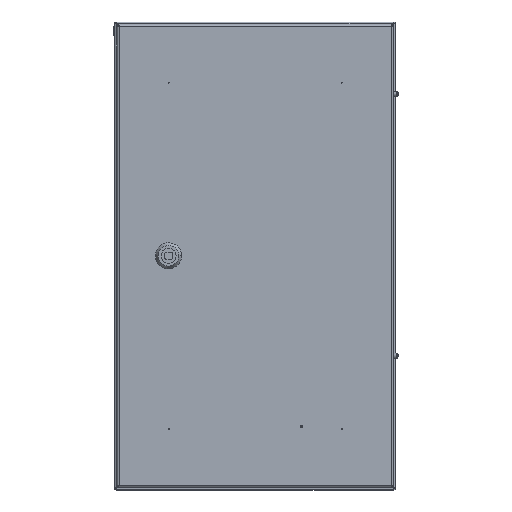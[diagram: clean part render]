
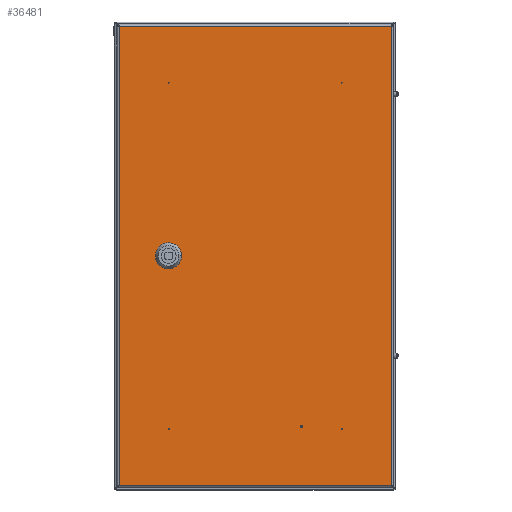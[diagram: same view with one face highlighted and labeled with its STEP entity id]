
A CAD part, top view. The second image highlights one B-rep face of the part: STEP entity #36481.
In plain terms, the highlighted planar face has unit normal (0, 0, 1).
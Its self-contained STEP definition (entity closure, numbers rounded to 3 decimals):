
#170 = DIRECTION ( 'NONE',  ( 0., 0., 1. ) ) ;
#1324 = EDGE_LOOP ( 'NONE', ( #47019, #20629, #24215, #19991, #52269, #48530, #31057, #46421 ) ) ;
#2256 = LINE ( 'NONE', #42914, #2939 ) ;
#2580 = CIRCLE ( 'NONE', #17147, 11.1 ) ;
#2939 = VECTOR ( 'NONE', #30782, 1000. ) ;
#3114 = EDGE_CURVE ( 'NONE', #48415, #52401, #28631, .T. ) ;
#3300 = EDGE_LOOP ( 'NONE', ( #7322, #34956, #36915, #34374 ) ) ;
#3435 = CARTESIAN_POINT ( 'NONE',  ( -82.147, 45.396, 199.999 ) ) ;
#3709 = CARTESIAN_POINT ( 'NONE',  ( -147.247, 297.5, 199.999 ) ) ;
#4191 = CARTESIAN_POINT ( 'NONE',  ( -92.247, 50., 199.999 ) ) ;
#4478 = CARTESIAN_POINT ( 'NONE',  ( 50.753, -132.5, 199.999 ) ) ;
#6132 = DIRECTION ( 'NONE',  ( 1., 0., 0. ) ) ;
#6252 = CIRCLE ( 'NONE', #34629, 1. ) ;
#6940 = FACE_BOUND ( 'NONE', #1324, .T. ) ;
#7322 = ORIENTED_EDGE ( 'NONE', *, *, #39877, .T. ) ;
#7466 = FACE_OUTER_BOUND ( 'NONE', #3300, .T. ) ;
#8216 = LINE ( 'NONE', #41093, #12104 ) ;
#8621 = CIRCLE ( 'NONE', #10309, 11.1 ) ;
#9688 = EDGE_CURVE ( 'NONE', #41716, #48415, #2580, .T. ) ;
#10309 = AXIS2_PLACEMENT_3D ( 'NONE', #4191, #170, #32183 ) ;
#10508 = DIRECTION ( 'NONE',  ( 0., 0., 1. ) ) ;
#10871 = CARTESIAN_POINT ( 'NONE',  ( 48.753, -132.5, 199.999 ) ) ;
#10952 = EDGE_CURVE ( 'NONE', #19449, #14668, #14710, .T. ) ;
#11803 = DIRECTION ( 'NONE',  ( 1., 0., 0. ) ) ;
#12104 = VECTOR ( 'NONE', #49143, 1000. ) ;
#12600 = CARTESIAN_POINT ( 'NONE',  ( -102.347, 54.604, 199.999 ) ) ;
#13650 = LINE ( 'NONE', #12600, #39346 ) ;
#14086 = DIRECTION ( 'NONE',  ( 1., 0., 0. ) ) ;
#14321 = EDGE_CURVE ( 'NONE', #21580, #25860, #2256, .T. ) ;
#14339 = VECTOR ( 'NONE', #31142, 1000. ) ;
#14401 = CARTESIAN_POINT ( 'NONE',  ( -87.643, 60.1, 199.999 ) ) ;
#14632 = EDGE_CURVE ( 'NONE', #25650, #42124, #6252, .T. ) ;
#14668 = VERTEX_POINT ( 'NONE', #46597 ) ;
#14710 = CIRCLE ( 'NONE', #24190, 11.1 ) ;
#16008 = LINE ( 'NONE', #32434, #32947 ) ;
#16489 = DIRECTION ( 'NONE',  ( 0., 1., 0. ) ) ;
#16565 = EDGE_CURVE ( 'NONE', #42124, #25650, #35535, .T. ) ;
#17147 = AXIS2_PLACEMENT_3D ( 'NONE', #31169, #22303, #6132 ) ;
#17425 = EDGE_CURVE ( 'NONE', #14668, #41716, #16008, .T. ) ;
#18967 = LINE ( 'NONE', #51818, #19798 ) ;
#19449 = VERTEX_POINT ( 'NONE', #43673 ) ;
#19798 = VECTOR ( 'NONE', #46956, 1000. ) ;
#19991 = ORIENTED_EDGE ( 'NONE', *, *, #52304, .F. ) ;
#20629 = ORIENTED_EDGE ( 'NONE', *, *, #17425, .F. ) ;
#21580 = VERTEX_POINT ( 'NONE', #43466 ) ;
#21872 = CARTESIAN_POINT ( 'NONE',  ( -87.643, 39.9, 199.999 ) ) ;
#22159 = CARTESIAN_POINT ( 'NONE',  ( -96.852, 60.1, 199.999 ) ) ;
#22303 = DIRECTION ( 'NONE',  ( 0., 0., 1. ) ) ;
#23509 = VERTEX_POINT ( 'NONE', #52233 ) ;
#23537 = EDGE_CURVE ( 'NONE', #39502, #23509, #52498, .T. ) ;
#23913 = PLANE ( 'NONE',  #52009 ) ;
#24181 = VERTEX_POINT ( 'NONE', #45377 ) ;
#24190 = AXIS2_PLACEMENT_3D ( 'NONE', #43048, #31712, #47340 ) ;
#24215 = ORIENTED_EDGE ( 'NONE', *, *, #10952, .F. ) ;
#24280 = EDGE_CURVE ( 'NONE', #34453, #24181, #8621, .T. ) ;
#24444 = EDGE_CURVE ( 'NONE', #52401, #33618, #35291, .T. ) ;
#24489 = EDGE_CURVE ( 'NONE', #33618, #34453, #18967, .T. ) ;
#25100 = EDGE_LOOP ( 'NONE', ( #36810, #38491 ) ) ;
#25308 = EDGE_CURVE ( 'NONE', #23509, #21580, #8216, .T. ) ;
#25650 = VERTEX_POINT ( 'NONE', #10871 ) ;
#25860 = VERTEX_POINT ( 'NONE', #46115 ) ;
#27813 = DIRECTION ( 'NONE',  ( 0., 0., 1. ) ) ;
#28631 = LINE ( 'NONE', #36986, #50860 ) ;
#29052 = DIRECTION ( 'NONE',  ( 0., -1., 0. ) ) ;
#30094 = CARTESIAN_POINT ( 'NONE',  ( -82.147, 54.604, 199.999 ) ) ;
#30782 = DIRECTION ( 'NONE',  ( -1., 0., 0. ) ) ;
#30805 = DIRECTION ( 'NONE',  ( 0., 0., 1. ) ) ;
#31057 = ORIENTED_EDGE ( 'NONE', *, *, #24444, .F. ) ;
#31142 = DIRECTION ( 'NONE',  ( 0., -1., 0. ) ) ;
#31169 = CARTESIAN_POINT ( 'NONE',  ( -92.247, 50., 199.999 ) ) ;
#31206 = CARTESIAN_POINT ( 'NONE',  ( -145.147, -195.4, 199.999 ) ) ;
#31712 = DIRECTION ( 'NONE',  ( 0., 0., 1. ) ) ;
#31747 = CARTESIAN_POINT ( 'NONE',  ( 146.182, -195.4, 199.999 ) ) ;
#32183 = DIRECTION ( 'NONE',  ( 1., 0., 0. ) ) ;
#32434 = CARTESIAN_POINT ( 'NONE',  ( -96.852, 39.9, 199.999 ) ) ;
#32947 = VECTOR ( 'NONE', #48870, 1000. ) ;
#33618 = VERTEX_POINT ( 'NONE', #14401 ) ;
#34374 = ORIENTED_EDGE ( 'NONE', *, *, #14321, .T. ) ;
#34453 = VERTEX_POINT ( 'NONE', #22159 ) ;
#34495 = DIRECTION ( 'NONE',  ( 1., 0., 0. ) ) ;
#34629 = AXIS2_PLACEMENT_3D ( 'NONE', #50649, #10508, #34495 ) ;
#34956 = ORIENTED_EDGE ( 'NONE', *, *, #23537, .T. ) ;
#35291 = CIRCLE ( 'NONE', #47296, 11.1 ) ;
#35372 = CARTESIAN_POINT ( 'NONE',  ( 49.753, -132.5, 199.999 ) ) ;
#35535 = CIRCLE ( 'NONE', #37212, 1. ) ;
#36300 = FACE_BOUND ( 'NONE', #25100, .T. ) ;
#36481 = ADVANCED_FACE ( 'NONE', ( #36300, #6940, #7466 ), #23913, .T. ) ;
#36810 = ORIENTED_EDGE ( 'NONE', *, *, #16565, .F. ) ;
#36915 = ORIENTED_EDGE ( 'NONE', *, *, #25308, .T. ) ;
#36986 = CARTESIAN_POINT ( 'NONE',  ( -82.147, 54.604, 199.999 ) ) ;
#37212 = AXIS2_PLACEMENT_3D ( 'NONE', #35372, #27813, #52852 ) ;
#38491 = ORIENTED_EDGE ( 'NONE', *, *, #14632, .F. ) ;
#39346 = VECTOR ( 'NONE', #29052, 1000. ) ;
#39502 = VERTEX_POINT ( 'NONE', #31206 ) ;
#39512 = CARTESIAN_POINT ( 'NONE',  ( -145.147, -195.929, 199.999 ) ) ;
#39877 = EDGE_CURVE ( 'NONE', #25860, #39502, #47302, .T. ) ;
#41093 = CARTESIAN_POINT ( 'NONE',  ( 145.653, 295.929, 199.999 ) ) ;
#41716 = VERTEX_POINT ( 'NONE', #21872 ) ;
#42124 = VERTEX_POINT ( 'NONE', #4478 ) ;
#42193 = VECTOR ( 'NONE', #11803, 1000. ) ;
#42914 = CARTESIAN_POINT ( 'NONE',  ( -145.677, 295.4, 199.999 ) ) ;
#43048 = CARTESIAN_POINT ( 'NONE',  ( -92.247, 50., 199.999 ) ) ;
#43199 = CARTESIAN_POINT ( 'NONE',  ( -92.247, 50., 199.999 ) ) ;
#43466 = CARTESIAN_POINT ( 'NONE',  ( 145.653, 295.4, 199.999 ) ) ;
#43673 = CARTESIAN_POINT ( 'NONE',  ( -102.347, 45.396, 199.999 ) ) ;
#44113 = DIRECTION ( 'NONE',  ( 1., 0., 0. ) ) ;
#45377 = CARTESIAN_POINT ( 'NONE',  ( -102.347, 54.604, 199.999 ) ) ;
#46115 = CARTESIAN_POINT ( 'NONE',  ( -145.147, 295.4, 199.999 ) ) ;
#46421 = ORIENTED_EDGE ( 'NONE', *, *, #3114, .F. ) ;
#46597 = CARTESIAN_POINT ( 'NONE',  ( -96.852, 39.9, 199.999 ) ) ;
#46956 = DIRECTION ( 'NONE',  ( -1., 0., 0. ) ) ;
#47019 = ORIENTED_EDGE ( 'NONE', *, *, #9688, .F. ) ;
#47296 = AXIS2_PLACEMENT_3D ( 'NONE', #43199, #30805, #14086 ) ;
#47302 = LINE ( 'NONE', #39512, #14339 ) ;
#47340 = DIRECTION ( 'NONE',  ( 1., 0., 0. ) ) ;
#48415 = VERTEX_POINT ( 'NONE', #3435 ) ;
#48530 = ORIENTED_EDGE ( 'NONE', *, *, #24489, .F. ) ;
#48665 = DIRECTION ( 'NONE',  ( 0., 0., 1. ) ) ;
#48870 = DIRECTION ( 'NONE',  ( 1., 0., 0. ) ) ;
#49143 = DIRECTION ( 'NONE',  ( 0., 1., 0. ) ) ;
#50649 = CARTESIAN_POINT ( 'NONE',  ( 49.753, -132.5, 199.999 ) ) ;
#50860 = VECTOR ( 'NONE', #16489, 1000. ) ;
#51818 = CARTESIAN_POINT ( 'NONE',  ( -96.852, 60.1, 199.999 ) ) ;
#52009 = AXIS2_PLACEMENT_3D ( 'NONE', #3709, #48665, #44113 ) ;
#52233 = CARTESIAN_POINT ( 'NONE',  ( 145.653, -195.4, 199.999 ) ) ;
#52269 = ORIENTED_EDGE ( 'NONE', *, *, #24280, .F. ) ;
#52304 = EDGE_CURVE ( 'NONE', #24181, #19449, #13650, .T. ) ;
#52401 = VERTEX_POINT ( 'NONE', #30094 ) ;
#52498 = LINE ( 'NONE', #31747, #42193 ) ;
#52852 = DIRECTION ( 'NONE',  ( 1., 0., 0. ) ) ;
